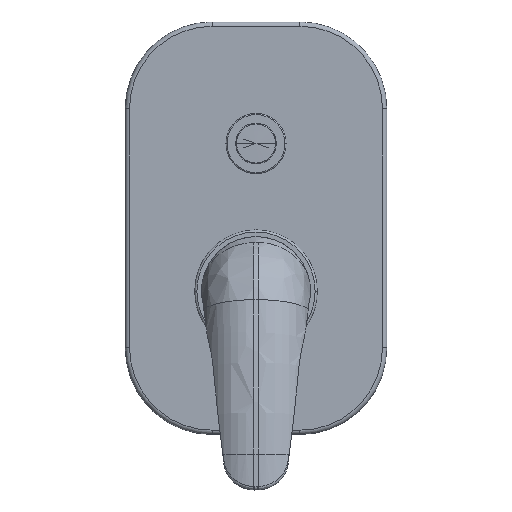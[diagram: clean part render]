
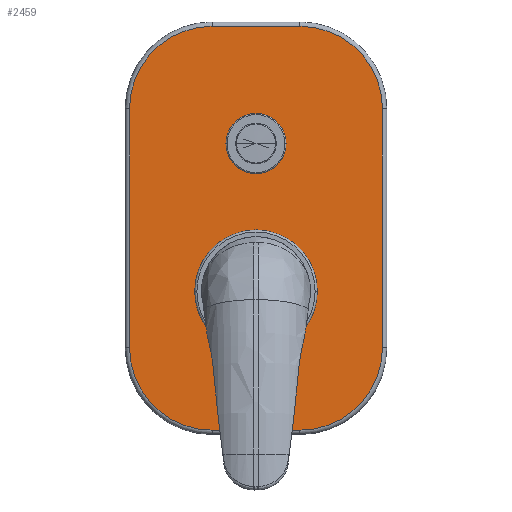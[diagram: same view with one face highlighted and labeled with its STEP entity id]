
A CAD part, top view. The second image highlights one B-rep face of the part: STEP entity #2459.
In plain terms, the highlighted planar face has unit normal (0, 0, 1).
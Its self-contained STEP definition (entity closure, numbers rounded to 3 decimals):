
#70=DIRECTION('',(1.,0.,0.));
#71=VECTOR('',#70,40.5);
#72=CARTESIAN_POINT('',(-20.25,-64.,46.));
#73=LINE('',#72,#71);
#74=CARTESIAN_POINT('',(-20.25,-26.,46.));
#75=DIRECTION('',(0.,0.,1.));
#76=DIRECTION('',(-1.,0.,0.));
#77=AXIS2_PLACEMENT_3D('',#74,#75,#76);
#79=DIRECTION('',(0.,-1.,0.));
#80=VECTOR('',#79,110.);
#81=CARTESIAN_POINT('',(-58.25,84.,46.));
#82=LINE('',#81,#80);
#83=CARTESIAN_POINT('',(-20.25,84.,46.));
#84=DIRECTION('',(0.,0.,1.));
#85=DIRECTION('',(0.,1.,0.));
#86=AXIS2_PLACEMENT_3D('',#83,#84,#85);
#88=DIRECTION('',(-1.,0.,0.));
#89=VECTOR('',#88,40.5);
#90=CARTESIAN_POINT('',(20.25,122.,46.));
#91=LINE('',#90,#89);
#92=CARTESIAN_POINT('',(20.25,84.,46.));
#93=DIRECTION('',(0.,0.,1.));
#94=DIRECTION('',(1.,0.,0.));
#95=AXIS2_PLACEMENT_3D('',#92,#93,#94);
#97=DIRECTION('',(0.,1.,0.));
#98=VECTOR('',#97,110.);
#99=CARTESIAN_POINT('',(58.25,-26.,46.));
#100=LINE('',#99,#98);
#101=CARTESIAN_POINT('',(20.25,-26.,46.));
#102=DIRECTION('',(0.,0.,1.));
#103=DIRECTION('',(0.,-1.,0.));
#104=AXIS2_PLACEMENT_3D('',#101,#102,#103);
#106=CARTESIAN_POINT('',(0.,68.,46.));
#107=DIRECTION('',(0.,0.,-1.));
#108=DIRECTION('',(-1.,0.,0.));
#109=AXIS2_PLACEMENT_3D('',#106,#107,#108);
#111=CARTESIAN_POINT('',(0.,68.,46.));
#112=DIRECTION('',(0.,0.,-1.));
#113=DIRECTION('',(1.,0.,0.));
#114=AXIS2_PLACEMENT_3D('',#111,#112,#113);
#116=CARTESIAN_POINT('',(0.,0.,46.));
#117=DIRECTION('',(0.,0.,-1.));
#118=DIRECTION('',(-1.,0.,0.));
#119=AXIS2_PLACEMENT_3D('',#116,#117,#118);
#121=CARTESIAN_POINT('',(0.,0.,46.));
#122=DIRECTION('',(0.,0.,-1.));
#123=DIRECTION('',(1.,0.,0.));
#124=AXIS2_PLACEMENT_3D('',#121,#122,#123);
#2266=CARTESIAN_POINT('',(-20.25,-64.,46.));
#2267=CARTESIAN_POINT('',(20.25,-64.,46.));
#2268=VERTEX_POINT('',#2266);
#2269=VERTEX_POINT('',#2267);
#2274=CARTESIAN_POINT('',(58.25,-26.,46.));
#2275=VERTEX_POINT('',#2274);
#2278=CARTESIAN_POINT('',(58.25,84.,46.));
#2279=VERTEX_POINT('',#2278);
#2282=CARTESIAN_POINT('',(20.25,122.,46.));
#2283=VERTEX_POINT('',#2282);
#2286=CARTESIAN_POINT('',(-20.25,122.,46.));
#2287=VERTEX_POINT('',#2286);
#2290=CARTESIAN_POINT('',(-58.25,84.,46.));
#2291=VERTEX_POINT('',#2290);
#2294=CARTESIAN_POINT('',(-58.25,-26.,46.));
#2295=VERTEX_POINT('',#2294);
#2310=CARTESIAN_POINT('',(-13.35,68.,46.));
#2311=CARTESIAN_POINT('',(13.35,68.,46.));
#2312=VERTEX_POINT('',#2310);
#2313=VERTEX_POINT('',#2311);
#2326=CARTESIAN_POINT('',(-28.25,0.,46.));
#2327=CARTESIAN_POINT('',(28.25,0.,46.));
#2328=VERTEX_POINT('',#2326);
#2329=VERTEX_POINT('',#2327);
#2425=CARTESIAN_POINT('',(0.,29.,46.));
#2426=DIRECTION('',(0.,0.,1.));
#2427=DIRECTION('',(1.,0.,0.));
#2428=AXIS2_PLACEMENT_3D('',#2425,#2426,#2427);
#2429=PLANE('',#2428);
#2431=ORIENTED_EDGE('',*,*,#2430,.F.);
#2433=ORIENTED_EDGE('',*,*,#2432,.F.);
#2435=ORIENTED_EDGE('',*,*,#2434,.F.);
#2437=ORIENTED_EDGE('',*,*,#2436,.F.);
#2439=ORIENTED_EDGE('',*,*,#2438,.F.);
#2440=ORIENTED_EDGE('',*,*,#2408,.F.);
#2442=ORIENTED_EDGE('',*,*,#2441,.F.);
#2444=ORIENTED_EDGE('',*,*,#2443,.F.);
#2445=EDGE_LOOP('',(#2431,#2433,#2435,#2437,#2439,#2440,#2442,#2444));
#2446=FACE_OUTER_BOUND('',#2445,.F.);
#2448=ORIENTED_EDGE('',*,*,#2447,.F.);
#2450=ORIENTED_EDGE('',*,*,#2449,.F.);
#2451=EDGE_LOOP('',(#2448,#2450));
#2452=FACE_BOUND('',#2451,.F.);
#2454=ORIENTED_EDGE('',*,*,#2453,.F.);
#2456=ORIENTED_EDGE('',*,*,#2455,.F.);
#2457=EDGE_LOOP('',(#2454,#2456));
#2458=FACE_BOUND('',#2457,.F.);
#2459=ADVANCED_FACE('',(#2446,#2452,#2458),#2429,.T.);
#78=CIRCLE('',#77,38.);
#87=CIRCLE('',#86,38.);
#96=CIRCLE('',#95,38.);
#105=CIRCLE('',#104,38.);
#110=CIRCLE('',#109,13.35);
#115=CIRCLE('',#114,13.35);
#120=CIRCLE('',#119,28.25);
#125=CIRCLE('',#124,28.25);
#2408=EDGE_CURVE('',#2279,#2283,#96,.T.);
#2430=EDGE_CURVE('',#2268,#2269,#73,.T.);
#2432=EDGE_CURVE('',#2295,#2268,#78,.T.);
#2434=EDGE_CURVE('',#2291,#2295,#82,.T.);
#2436=EDGE_CURVE('',#2287,#2291,#87,.T.);
#2438=EDGE_CURVE('',#2283,#2287,#91,.T.);
#2441=EDGE_CURVE('',#2275,#2279,#100,.T.);
#2443=EDGE_CURVE('',#2269,#2275,#105,.T.);
#2447=EDGE_CURVE('',#2312,#2313,#110,.T.);
#2449=EDGE_CURVE('',#2313,#2312,#115,.T.);
#2453=EDGE_CURVE('',#2328,#2329,#120,.T.);
#2455=EDGE_CURVE('',#2329,#2328,#125,.T.);
